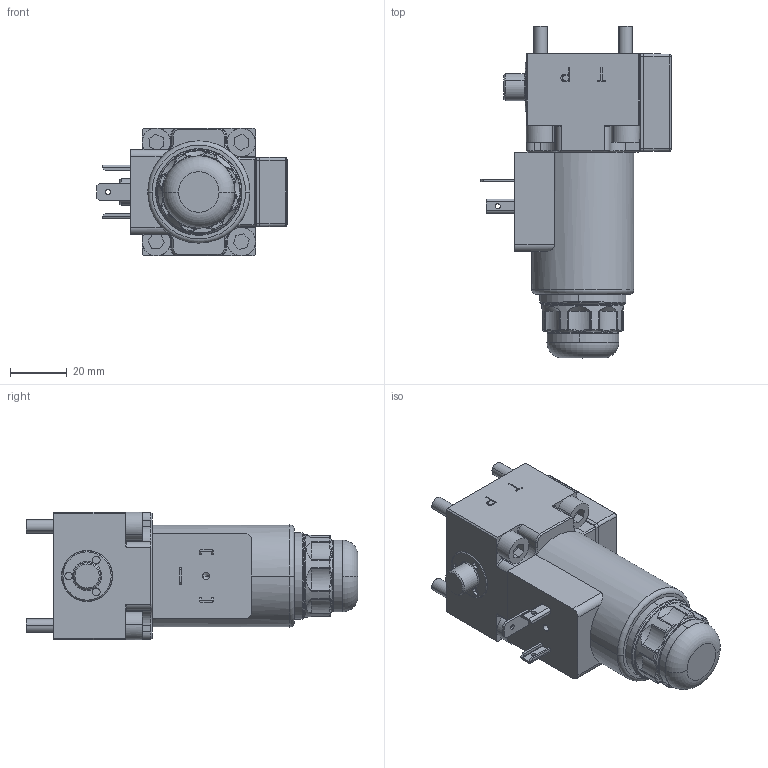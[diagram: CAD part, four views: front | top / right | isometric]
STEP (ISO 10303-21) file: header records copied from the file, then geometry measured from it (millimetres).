
FILE_DESCRIPTION (( 'STEP AP214' ), '1' );
FILE_NAME ('74382_WVM-4B-2_2-WO-24-V-A.STEP', '2014-05-12T08:44:55', ( 'furkan' ), ( '' ), 'SwSTEP 2.0', 'SolidWorks 2012', '' );
FILE_SCHEMA (( 'AUTOMOTIVE_DESIGN' ));
Length unit declared in the file: millimetre
Products named in the file (1): 74382_WVM-4B-2_2-WO-24-V-A
Bounding box: 67.2 x 117 x 45 mm (x, y, z)
Volume: 140969.1 mm3; surface area: 28531.8 mm2
Topology: 8 solids, 10 shells, 566 faces, 1310 edges, 794 vertices
Faces by surface type: plane 209, cylinder 185, torus 56, cone 50, bspline 46, sphere 20
Entity records: 25104 total; most frequent: CARTESIAN_POINT 6339, DIRECTION 2748, ORIENTED_EDGE 2596, EDGE_CURVE 1298, AXIS2_PLACEMENT_3D 1074, VERTEX_POINT 790, EDGE_LOOP 620, VECTOR 600
